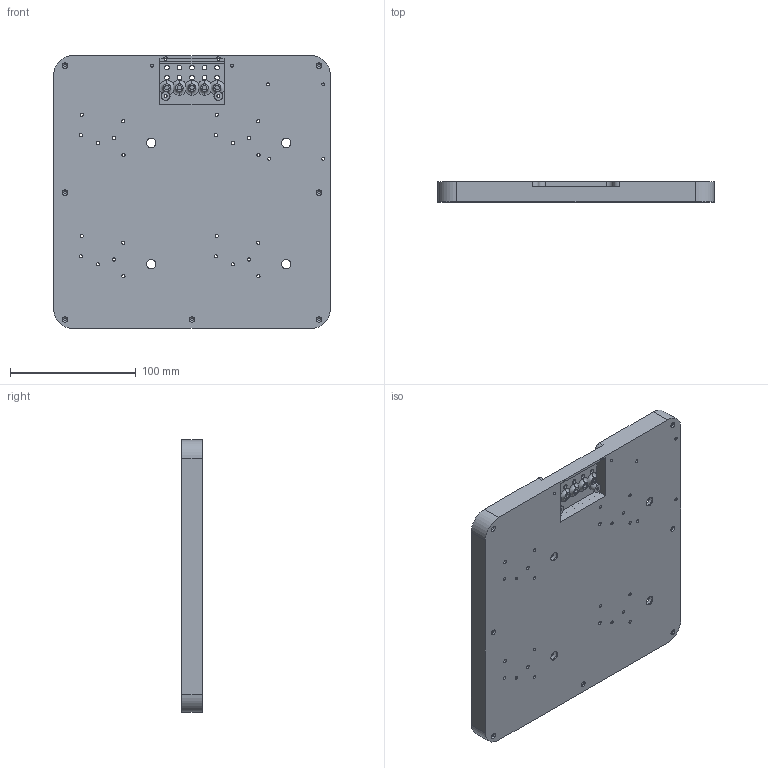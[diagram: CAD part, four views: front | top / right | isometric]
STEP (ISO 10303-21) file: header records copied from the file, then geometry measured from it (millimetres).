
FILE_DESCRIPTION (( 'STEP AP214' ), '1' );
FILE_NAME ('Cassette holder.STEP', '2025-08-26T19:58:50', ( '' ), ( '' ), 'SwSTEP 2.0', 'SolidWorks 2025', '' );
FILE_SCHEMA (( 'AUTOMOTIVE_DESIGN' ));
Length unit declared in the file: millimetre
Products named in the file (1): Cassette holder
Bounding box: 220 x 16 x 217 mm (x, y, z)
Volume: 389873.8 mm3; surface area: 132111.8 mm2
Topology: 1 solids, 1 shells, 816 faces, 2252 edges, 1496 vertices
Faces by surface type: plane 562, cylinder 230, cone 14, torus 10
Entity records: 26229 total; most frequent: CARTESIAN_POINT 4691, ORIENTED_EDGE 4504, DIRECTION 4390, EDGE_CURVE 2252, LINE 1724, VECTOR 1724, VERTEX_POINT 1496, AXIS2_PLACEMENT_3D 1333
